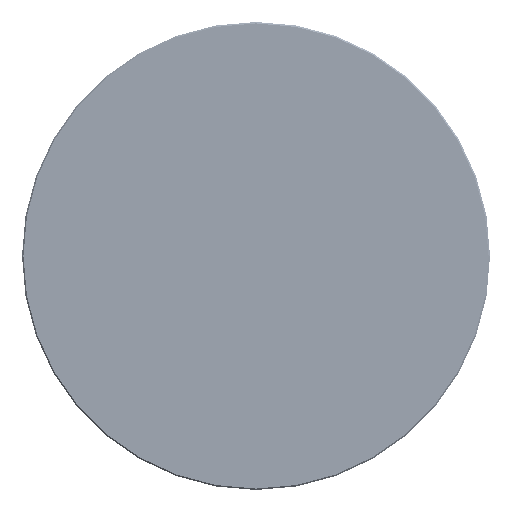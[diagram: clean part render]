
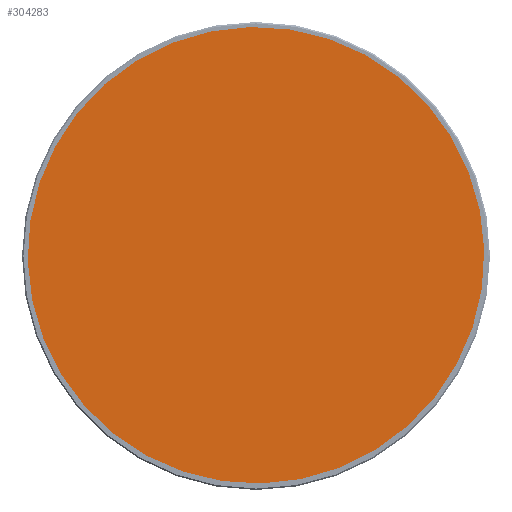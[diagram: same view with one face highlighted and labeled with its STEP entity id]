
A CAD part, top view. The second image highlights one B-rep face of the part: STEP entity #304283.
In plain terms, the highlighted planar face has unit normal (0, 0, 1).
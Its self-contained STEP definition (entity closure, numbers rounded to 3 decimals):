
#65980 = VERTEX_POINT ( 'NONE', #306588 ) ;
#83300 = EDGE_CURVE ( 'NONE', #65980, #65980, #133364, .T. ) ;
#116352 = CARTESIAN_POINT ( 'NONE',  ( -4.065, 160.149, 300. ) ) ;
#133364 = CIRCLE ( 'NONE', #246867, 160.201 ) ;
#142261 = EDGE_LOOP ( 'NONE', ( #343068 ) ) ;
#157624 = AXIS2_PLACEMENT_3D ( 'NONE', #116352, #290025, #199290 ) ;
#199290 = DIRECTION ( 'NONE',  ( 1., 0.025, 0. ) ) ;
#230826 = PLANE ( 'NONE',  #157624 ) ;
#246867 = AXIS2_PLACEMENT_3D ( 'NONE', #311082, #368316, #376045 ) ;
#290025 = DIRECTION ( 'NONE',  ( 0., 0., 1. ) ) ;
#304283 = ADVANCED_FACE ( 'NONE', ( #351168 ), #230826, .T. ) ;
#306588 = CARTESIAN_POINT ( 'NONE',  ( 160.149, 4.065, 300. ) ) ;
#311082 = CARTESIAN_POINT ( 'NONE',  ( 0., 0., 300. ) ) ;
#343068 = ORIENTED_EDGE ( 'NONE', *, *, #83300, .T. ) ;
#351168 = FACE_OUTER_BOUND ( 'NONE', #142261, .T. ) ;
#368316 = DIRECTION ( 'NONE',  ( 0., 0., 1. ) ) ;
#376045 = DIRECTION ( 'NONE',  ( 1., 0.025, 0. ) ) ;
